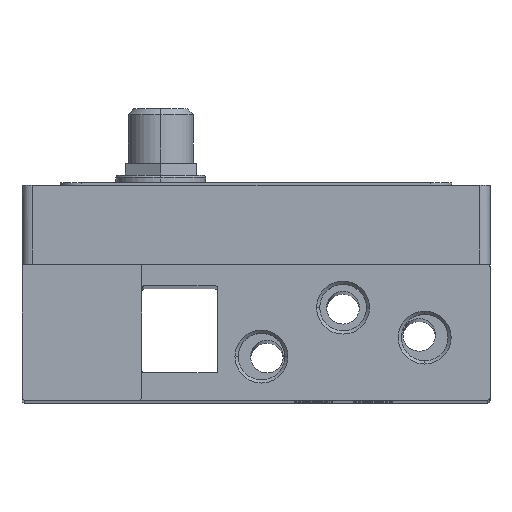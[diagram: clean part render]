
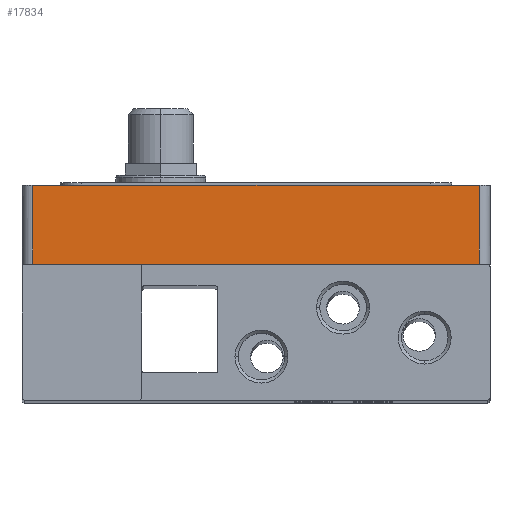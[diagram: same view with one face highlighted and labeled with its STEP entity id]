
A CAD part, top view. The second image highlights one B-rep face of the part: STEP entity #17834.
In plain terms, the highlighted planar face has unit normal (0, 0, 1).
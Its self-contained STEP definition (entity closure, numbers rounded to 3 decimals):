
#11 = PLANE ( 'NONE',  #7440 ) ;
#267 = EDGE_CURVE ( 'NONE', #2939, #3147, #11883, .T. ) ;
#320 = ORIENTED_EDGE ( 'NONE', *, *, #8288, .F. ) ;
#1398 = LINE ( 'NONE', #7056, #6769 ) ;
#1683 = ORIENTED_EDGE ( 'NONE', *, *, #13235, .F. ) ;
#1923 = DIRECTION ( 'NONE',  ( 1., 0., 0. ) ) ;
#2939 = VERTEX_POINT ( 'NONE', #10459 ) ;
#3147 = VERTEX_POINT ( 'NONE', #6533 ) ;
#3349 = LINE ( 'NONE', #8918, #7412 ) ;
#4106 = FACE_OUTER_BOUND ( 'NONE', #15073, .T. ) ;
#6025 = CARTESIAN_POINT ( 'NONE',  ( 84., 39.5, 20.5 ) ) ;
#6533 = CARTESIAN_POINT ( 'NONE',  ( 84., 25., 20.5 ) ) ;
#6769 = VECTOR ( 'NONE', #16590, 1000. ) ;
#6957 = DIRECTION ( 'NONE',  ( 0., 0., -1. ) ) ;
#7056 = CARTESIAN_POINT ( 'NONE',  ( 84., 39.5, 20.5 ) ) ;
#7412 = VECTOR ( 'NONE', #14508, 1000. ) ;
#7440 = AXIS2_PLACEMENT_3D ( 'NONE', #13903, #6957, #12524 ) ;
#8288 = EDGE_CURVE ( 'NONE', #2939, #13208, #3349, .T. ) ;
#8918 = CARTESIAN_POINT ( 'NONE',  ( 2., 39.5, 20.5 ) ) ;
#8931 = CARTESIAN_POINT ( 'NONE',  ( 2., 39.5, 20.5 ) ) ;
#10459 = CARTESIAN_POINT ( 'NONE',  ( 2., 25., 20.5 ) ) ;
#10631 = ORIENTED_EDGE ( 'NONE', *, *, #267, .T. ) ;
#11883 = LINE ( 'NONE', #15742, #14417 ) ;
#12129 = DIRECTION ( 'NONE',  ( 1., 0., 0. ) ) ;
#12524 = DIRECTION ( 'NONE',  ( -1., 0., 0. ) ) ;
#13208 = VERTEX_POINT ( 'NONE', #8931 ) ;
#13235 = EDGE_CURVE ( 'NONE', #13208, #15333, #16456, .T. ) ;
#13903 = CARTESIAN_POINT ( 'NONE',  ( 2., 39.5, 20.5 ) ) ;
#14160 = EDGE_CURVE ( 'NONE', #15333, #3147, #1398, .T. ) ;
#14417 = VECTOR ( 'NONE', #1923, 1000. ) ;
#14508 = DIRECTION ( 'NONE',  ( 0., 1., 0. ) ) ;
#14569 = VECTOR ( 'NONE', #12129, 1000. ) ;
#14655 = ORIENTED_EDGE ( 'NONE', *, *, #14160, .F. ) ;
#15073 = EDGE_LOOP ( 'NONE', ( #14655, #1683, #320, #10631 ) ) ;
#15333 = VERTEX_POINT ( 'NONE', #6025 ) ;
#15742 = CARTESIAN_POINT ( 'NONE',  ( 85.5, 25., 20.5 ) ) ;
#16456 = LINE ( 'NONE', #16640, #14569 ) ;
#16590 = DIRECTION ( 'NONE',  ( 0., -1., 0. ) ) ;
#16640 = CARTESIAN_POINT ( 'NONE',  ( 2., 39.5, 20.5 ) ) ;
#17834 = ADVANCED_FACE ( 'NONE', ( #4106 ), #11, .F. ) ;
